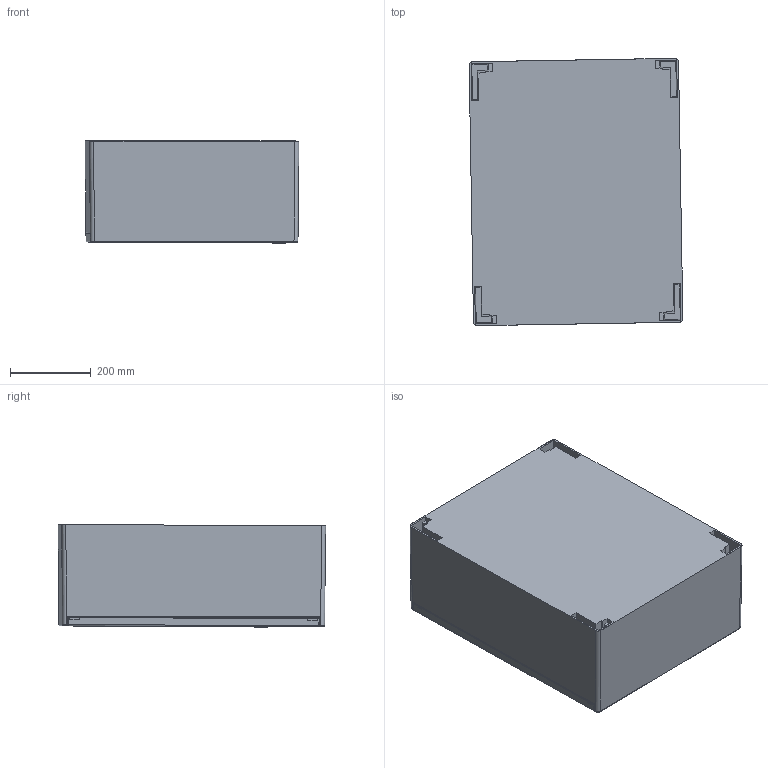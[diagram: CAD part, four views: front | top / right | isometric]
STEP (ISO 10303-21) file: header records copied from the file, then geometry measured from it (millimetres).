
FILE_DESCRIPTION((''),'2;1');
FILE_NAME('GW46005F_ASM','2020-07-22T14:09:07',('user'),('Technoprobe spa'),'CREO PARAMETRIC BY PTC INC, 2019471','CREO PARAMETRIC BY PTC INC, 2019471','');
FILE_SCHEMA(('CONFIG_CONTROL_DESIGN'));
Products named in the file (3): 55710149C2XX_PORTA_CIECA_QP_5GR; 55710131E2X2_FONDO_QUADRO_QP_5_; GW46005F_ASM
Assembly tree (2 placements, depth 2):
  GW46005F_ASM
    55710149C2XX_PORTA_CIECA_QP_5GR
    55710131E2X2_FONDO_QUADRO_QP_5_
Bounding box: 528.62 x 661.32 x 253.4 mm (x, y, z)
Volume: 5753605.6 mm3; surface area: 3084808 mm2
Topology: 2 solids, 2 shells, 1364 faces, 3536 edges, 2330 vertices
Faces by surface type: plane 732, cone 345, bspline 174, cylinder 105, torus 8
Entity records: 56632 total; most frequent: CARTESIAN_POINT 24765, ORIENTED_EDGE 7064, DIRECTION 5758, EDGE_CURVE 3532, VERTEX_POINT 2330, AXIS2_PLACEMENT_3D 1951, VECTOR 1856, LINE 1856
